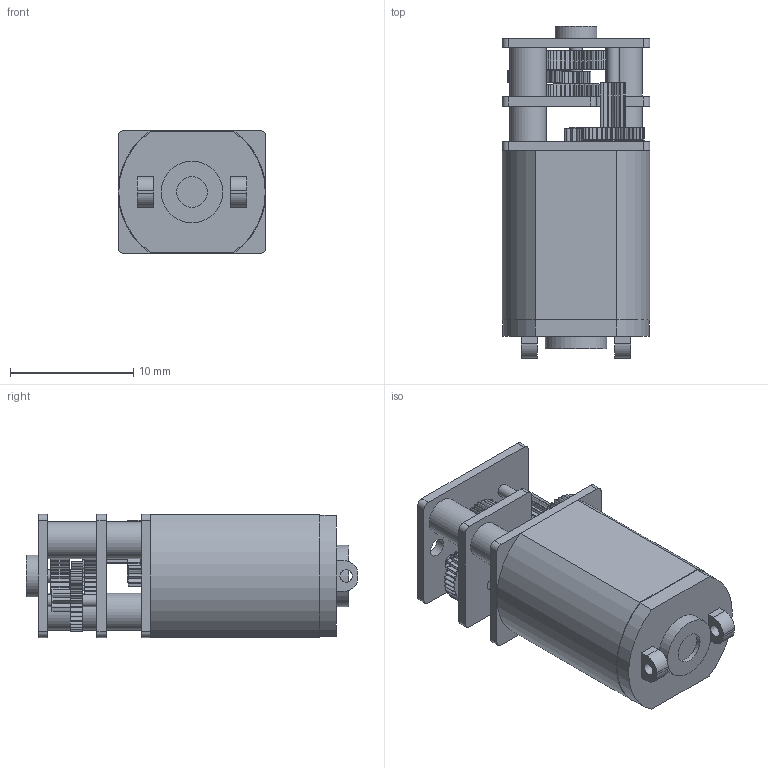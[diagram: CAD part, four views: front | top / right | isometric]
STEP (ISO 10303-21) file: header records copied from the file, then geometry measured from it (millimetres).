
FILE_DESCRIPTION(/* description */ (''),/* implementation_level */ '2;1');
FILE_NAME(/* name */ 'MicroGearMotor v3 Higher Detail Gears No Lead Screw.step',/* time_stamp */ '2019-02-20T12:11:52-08:00',/* author */ ('adrianhats'),/* organization */ (''),/* preprocessor_version */ 'ST-DEVELOPER v17.2',/* originating_system */ 'Autodesk Translation Framework v7.6.0.251',/* authorisation */ '');
FILE_SCHEMA (('AUTOMOTIVE_DESIGN { 1 0 10303 214 3 1 1 }'));
Products named in the file (3): MicroGearMotor v3 Higher Detail Gears; GearboxScaffolding; DC Motor
Assembly tree (2 placements, depth 2):
  MicroGearMotor v3 Higher Detail Gears
    GearboxScaffolding
    DC Motor
Bounding box: 12 x 26.96 x 10 mm (x, y, z)
Volume: 2015.7 mm3; surface area: 2669 mm2
Topology: 28 solids, 28 shells, 622 faces, 1674 edges, 1115 vertices
Faces by surface type: bspline 404, plane 115, cylinder 99, cone 4
Full cylindrical faces by diameter (mm): 1 x20, 1.3 x10, 1.5 x2, 2 x4, 2.411 x1, 2.5 x3, 3 x5, 3.4 x1, 5 x1
Entity records: 44772 total; most frequent: CARTESIAN_POINT 31818, ORIENTED_EDGE 3348, EDGE_CURVE 1674, DIRECTION 1519, VERTEX_POINT 1115, EDGE_LOOP 691, LINE 663, VECTOR 663
